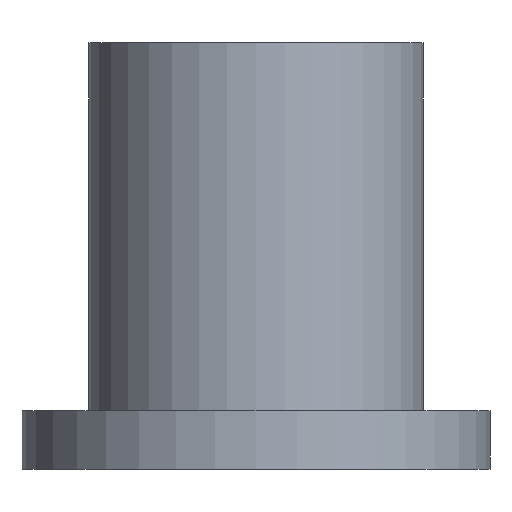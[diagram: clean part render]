
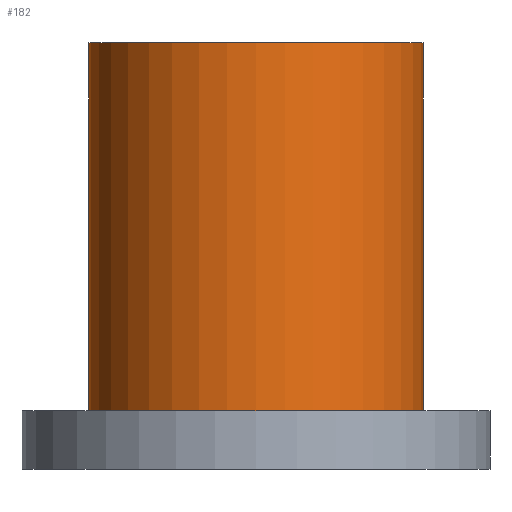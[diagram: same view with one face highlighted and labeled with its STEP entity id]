
A CAD part, front view. The second image highlights one B-rep face of the part: STEP entity #182.
In plain terms, the highlighted cylindrical face has radius 5.08 mm (diameter 10.16 mm), a full revolution.
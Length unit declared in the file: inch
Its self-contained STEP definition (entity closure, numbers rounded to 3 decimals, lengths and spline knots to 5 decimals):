
#70=CARTESIAN_POINT('',(0.2,-0.,0.44));
#71=VERTEX_POINT('',#70);
#72=CARTESIAN_POINT('',(-0.2,0.,0.44));
#73=VERTEX_POINT('',#72);
#74=CARTESIAN_POINT('',(0.,0.,0.44));
#75=DIRECTION('',(0.,0.,1.));
#76=DIRECTION('',(1.,0.,-0.));
#77=AXIS2_PLACEMENT_3D('',#74,#75,#76);
#78=CIRCLE('',#77,0.2);
#79=EDGE_CURVE('',#71,#73,#78,.T.);
#81=CARTESIAN_POINT('',(0.,0.,0.44));
#82=DIRECTION('',(0.,0.,1.));
#83=DIRECTION('',(1.,0.,-0.));
#84=AXIS2_PLACEMENT_3D('',#81,#82,#83);
#85=CIRCLE('',#84,0.2);
#86=EDGE_CURVE('',#73,#71,#85,.T.);
#157=CARTESIAN_POINT('',(0.,0.,0.44));
#158=DIRECTION('',(0.,0.,-1.));
#159=DIRECTION('',(-1.,0.,0.));
#160=AXIS2_PLACEMENT_3D('',#157,#158,#159);
#161=CYLINDRICAL_SURFACE('',#160,0.2);
#162=CARTESIAN_POINT('',(-0.2,-0.,0.));
#163=VERTEX_POINT('',#162);
#164=CARTESIAN_POINT('',(-0.2,0.,0.));
#165=DIRECTION('',(-0.,-0.,1.));
#166=VECTOR('',#165,0.44);
#167=LINE('',#164,#166);
#168=EDGE_CURVE('',#163,#73,#167,.T.);
#169=ORIENTED_EDGE('',*,*,#168,.T.);
#170=ORIENTED_EDGE('',*,*,#79,.F.);
#171=ORIENTED_EDGE('',*,*,#86,.F.);
#172=ORIENTED_EDGE('',*,*,#168,.F.);
#173=CARTESIAN_POINT('',(0.,0.,0.));
#174=DIRECTION('',(0.,0.,-1.));
#175=DIRECTION('',(-1.,0.,0.));
#176=AXIS2_PLACEMENT_3D('',#173,#174,#175);
#177=CIRCLE('',#176,0.2);
#178=EDGE_CURVE('',#163,#163,#177,.T.);
#179=ORIENTED_EDGE('',*,*,#178,.F.);
#180=EDGE_LOOP('',(#169,#170,#171,#172,#179));
#181=FACE_BOUND('',#180,.T.);
#182=ADVANCED_FACE('',(#181),#161,.T.);
